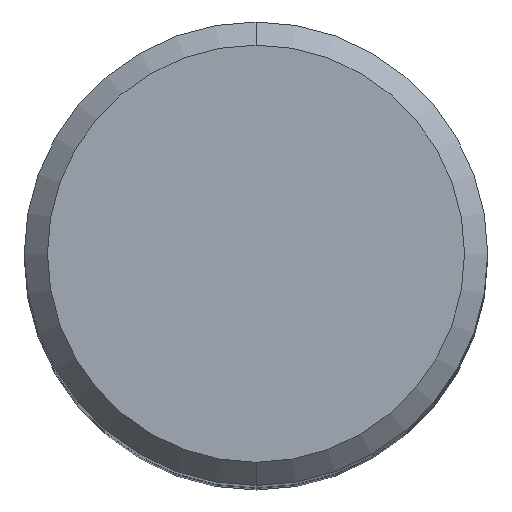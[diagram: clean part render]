
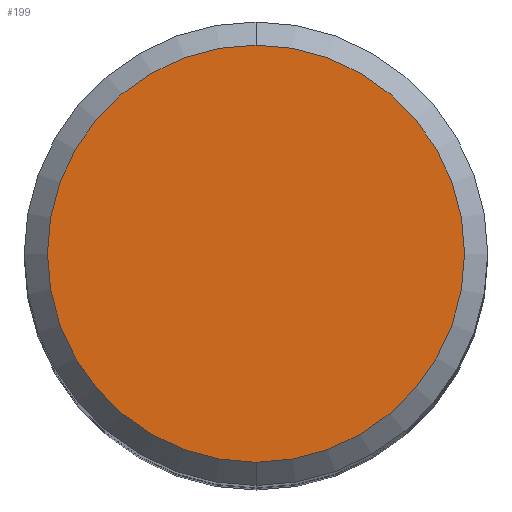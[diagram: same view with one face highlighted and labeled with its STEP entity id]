
A CAD part, top view. The second image highlights one B-rep face of the part: STEP entity #199.
In plain terms, the highlighted planar face has unit normal (0, 0, 1).
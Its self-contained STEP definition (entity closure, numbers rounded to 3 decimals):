
#199=ADVANCED_FACE('',(#502),#503,.T.);
#205=VERTEX_POINT('',#510);
#239=EDGE_CURVE('',#205,#417,#550,.T.);
#347=EDGE_CURVE('',#417,#205,#671,.T.);
#417=VERTEX_POINT('',#745);
#502=FACE_OUTER_BOUND('',#858,.T.);
#503=PLANE('',#859);
#510=CARTESIAN_POINT('',(0.,-7.2,0.0));
#550=CIRCLE('',#941,7.2);
#671=CIRCLE('',#1220,7.2);
#745=CARTESIAN_POINT('',(0.0,7.2,0.0));
#858=EDGE_LOOP('',(#1517,#1518));
#859=AXIS2_PLACEMENT_3D('',#1519,#1520,#1521);
#941=AXIS2_PLACEMENT_3D('',#1581,#1582,#1583);
#1220=AXIS2_PLACEMENT_3D('',#1729,#1730,#1731);
#1517=ORIENTED_EDGE('',*,*,#347,.F.);
#1518=ORIENTED_EDGE('',*,*,#239,.F.);
#1519=CARTESIAN_POINT('',(0.0,3.6,0.0));
#1520=DIRECTION('',(-0.0,0.0,1.0));
#1521=DIRECTION('',(0.0,-1.0,0.0));
#1581=CARTESIAN_POINT('',(0.0,0.0,0.0));
#1582=DIRECTION('',(0.0,0.0,-1.0));
#1583=DIRECTION('',(0.0,1.0,0.0));
#1729=CARTESIAN_POINT('',(0.0,0.0,0.0));
#1730=DIRECTION('',(0.0,0.0,-1.0));
#1731=DIRECTION('',(0.0,1.0,0.0));
